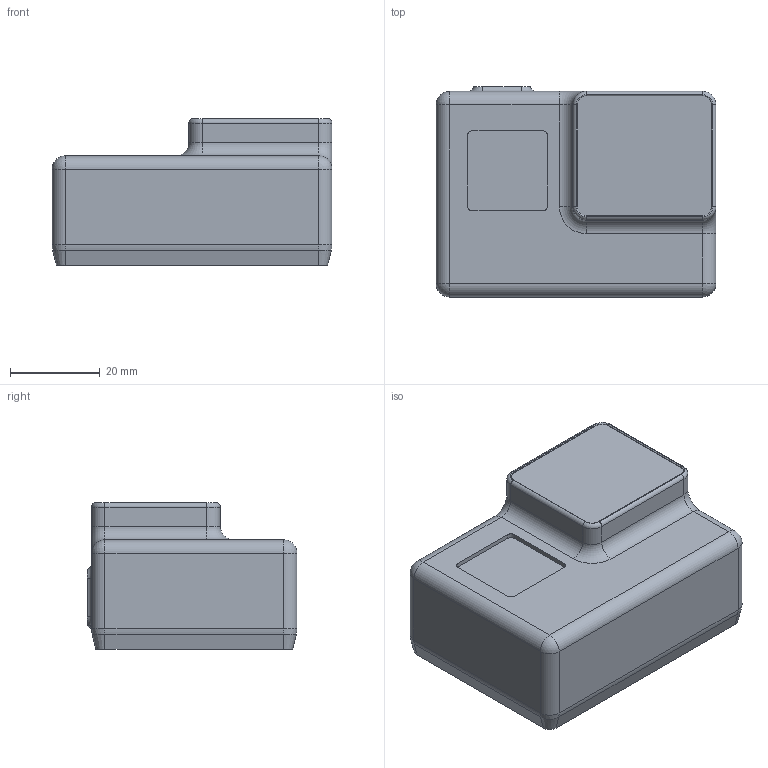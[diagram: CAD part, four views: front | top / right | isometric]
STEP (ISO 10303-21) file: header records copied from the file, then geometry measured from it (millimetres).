
FILE_DESCRIPTION(/* description */ (''),/* implementation_level */ '2;1');
FILE_NAME(/* name */ 'Gopro Hero 7.step',/* time_stamp */ '2020-04-22T11:56:18-07:00',/* author */ (''),/* organization */ (''),/* preprocessor_version */ 'ST-DEVELOPER v18.1',/* originating_system */ 'Autodesk Translation Framework v9.2.0.1227',/* authorisation */ '');
FILE_SCHEMA (('AUTOMOTIVE_DESIGN { 1 0 10303 214 3 1 1 }'));
Length unit declared in the file: millimetre
Products named in the file (1): Gopro Hero 7
Bounding box: 62.4 x 46.8 x 32.67 mm (x, y, z)
Volume: 75573.3 mm3; surface area: 11454.4 mm2
Topology: 1 solids, 1 shells, 97 faces, 222 edges, 129 vertices
Faces by surface type: cylinder 41, plane 28, torus 15, bspline 6, cone 4, sphere 3
Entity records: 2818 total; most frequent: CARTESIAN_POINT 525, DIRECTION 513, ORIENTED_EDGE 444, EDGE_CURVE 222, AXIS2_PLACEMENT_3D 201, VERTEX_POINT 129, LINE 111, VECTOR 111
